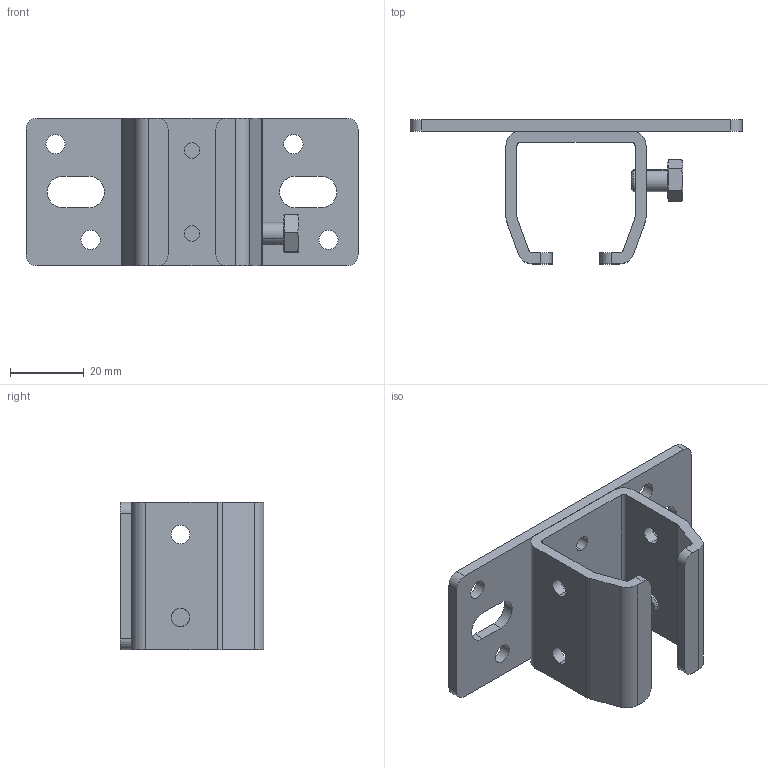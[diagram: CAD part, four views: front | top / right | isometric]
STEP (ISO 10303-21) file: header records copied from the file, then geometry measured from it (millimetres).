
FILE_DESCRIPTION (( 'STEP AP203' ), '1' );
FILE_NAME ('1.21.B02.STEP', '2019-05-28T05:25:18', ( '' ), ( '' ), 'SwSTEP 2.0', 'SolidWorks 2018', '' );
FILE_SCHEMA (( 'CONFIG_CONTROL_DESIGN' ));
Length unit declared in the file: millimetre
Products named in the file (1): 1.21.B02
Bounding box: 90 x 39 x 40 mm (x, y, z)
Volume: 23740 mm3; surface area: 18316.1 mm2
Topology: 3 solids, 3 shells, 122 faces, 314 edges, 205 vertices
Faces by surface type: cylinder 56, plane 46, cone 14, sphere 6
Entity records: 3919 total; most frequent: CARTESIAN_POINT 702, DIRECTION 696, ORIENTED_EDGE 628, EDGE_CURVE 314, AXIS2_PLACEMENT_3D 271, VERTEX_POINT 205, LINE 154, VECTOR 154
